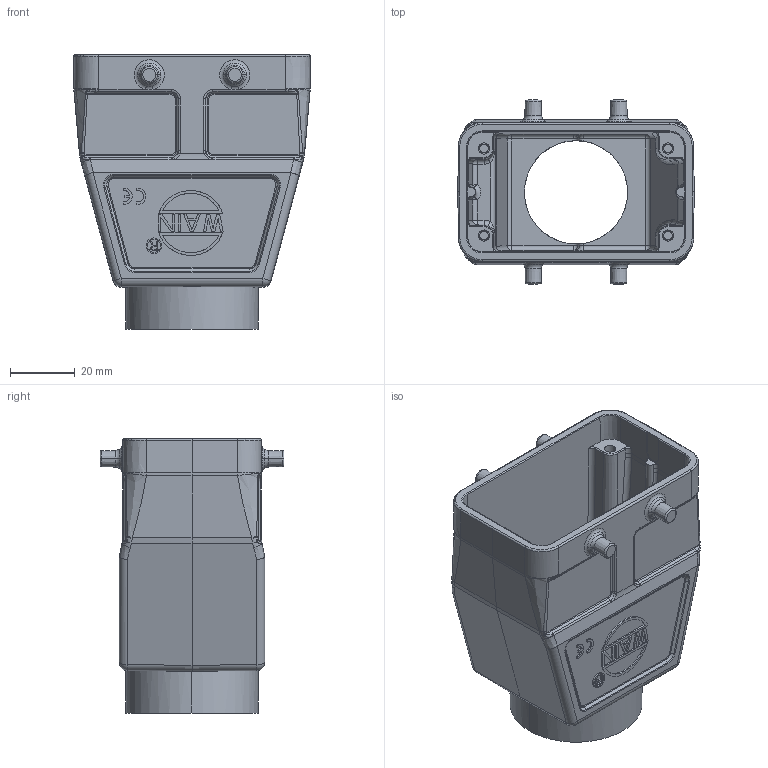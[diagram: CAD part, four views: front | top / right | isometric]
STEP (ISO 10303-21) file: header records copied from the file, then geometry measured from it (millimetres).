
FILE_DESCRIPTION(/* description */ (''),/* implementation_level */ '2;1');
FILE_NAME(/* name */ '3D_1110104305112_H10B-TEH-4B-PG29 WS_V1.1.stp',/* time_stamp */ '2024-03-20T14:15:59+08:00',/* author */ (''),/* organization */ (''),/* preprocessor_version */ 'ST-DEVELOPER v18.1',/* originating_system */ 'SIEMENS PLM Software NX 1980',/* authorisation */ '');
FILE_SCHEMA (('AUTOMOTIVE_DESIGN { 1 0 10303 214 3 1 1 1 }'));
Length unit declared in the file: millimetre
Products named in the file (1): 13913998AFF7mg9m
Bounding box: 73.2 x 57 x 85 mm (x, y, z)
Volume: 63784.4 mm3; surface area: 35222 mm2
Topology: 1 solids, 29 shells, 739 faces, 1892 edges, 1210 vertices
Faces by surface type: plane 279, cylinder 185, torus 113, cone 71, bspline 61, sphere 18, extrusion 8, revolution 4
Entity records: 26979 total; most frequent: CARTESIAN_POINT 10128, ORIENTED_EDGE 3644, DIRECTION 3050, EDGE_CURVE 1882, VERTEX_POINT 1210, AXIS2_PLACEMENT_3D 1102, VECTOR 842, LINE 834
